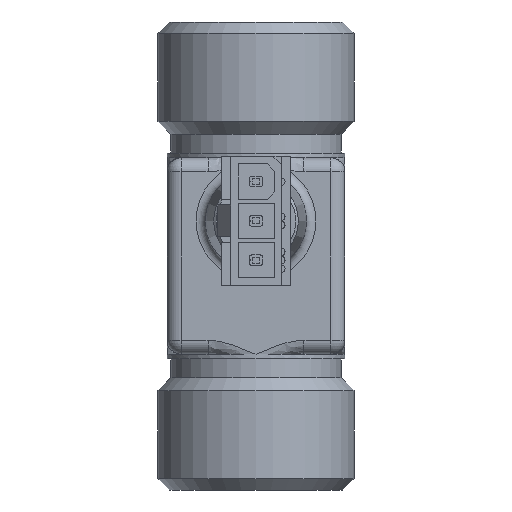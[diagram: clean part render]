
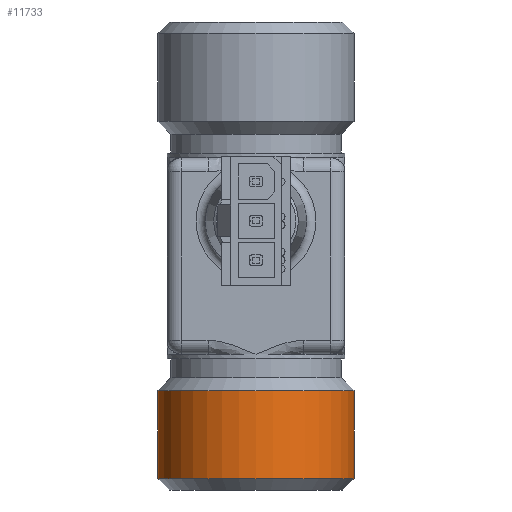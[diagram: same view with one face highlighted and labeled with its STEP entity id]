
A CAD part, front view. The second image highlights one B-rep face of the part: STEP entity #11733.
In plain terms, the highlighted cylindrical face has radius 10.477 mm (diameter 20.955 mm), a full revolution.
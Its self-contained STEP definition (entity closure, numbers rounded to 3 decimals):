
#127=FACE_BOUND('',#2237,.T.);
#418=CIRCLE('',#12549,10.478);
#419=CIRCLE('',#12551,10.478);
#568=CYLINDRICAL_SURFACE('',#12550,10.478);
#1535=FACE_OUTER_BOUND('',#2236,.T.);
#2236=EDGE_LOOP('',(#10349));
#2237=EDGE_LOOP('',(#10350));
#5601=VERTEX_POINT('',#26304);
#5602=VERTEX_POINT('',#26307);
#7187=EDGE_CURVE('',#5601,#5601,#418,.T.);
#7188=EDGE_CURVE('',#5602,#5602,#419,.T.);
#10349=ORIENTED_EDGE('',*,*,#7188,.F.);
#10350=ORIENTED_EDGE('',*,*,#7187,.T.);
#11733=ADVANCED_FACE('',(#1535,#127),#568,.T.);
#12549=AXIS2_PLACEMENT_3D('',#26305,#15227,#15228);
#12550=AXIS2_PLACEMENT_3D('',#26306,#15229,#15230);
#12551=AXIS2_PLACEMENT_3D('',#26308,#15231,#15232);
#15227=DIRECTION('center_axis',(0.,0.,1.));
#15228=DIRECTION('ref_axis',(0.,-1.,0.));
#15229=DIRECTION('center_axis',(0.,0.,1.));
#15230=DIRECTION('ref_axis',(0.,-1.,0.));
#15231=DIRECTION('center_axis',(0.,0.,1.));
#15232=DIRECTION('ref_axis',(0.,-1.,0.));
#26304=CARTESIAN_POINT('',(0.,-10.478,-23.773));
#26305=CARTESIAN_POINT('Origin',(0.,0.,-23.773));
#26306=CARTESIAN_POINT('Origin',(0.,0.,-19.075));
#26307=CARTESIAN_POINT('',(0.,-10.478,-14.378));
#26308=CARTESIAN_POINT('Origin',(0.,0.,-14.378));
